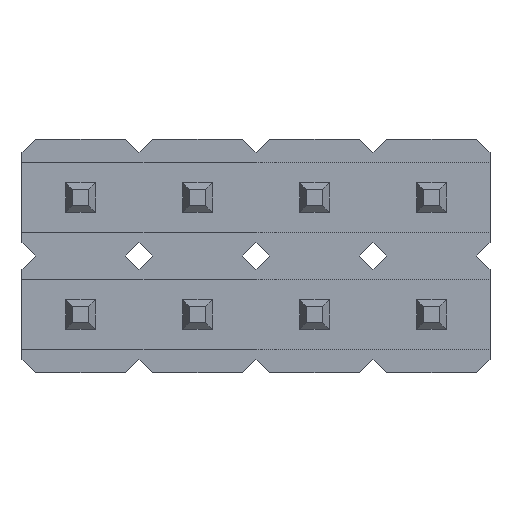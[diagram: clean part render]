
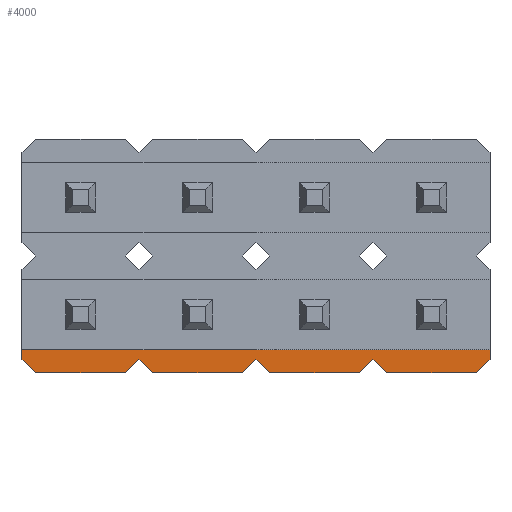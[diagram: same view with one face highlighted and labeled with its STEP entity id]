
A CAD part, front view. The second image highlights one B-rep face of the part: STEP entity #4000.
In plain terms, the highlighted planar face has unit normal (0, -1, 0).
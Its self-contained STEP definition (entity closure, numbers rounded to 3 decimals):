
#225 = CARTESIAN_POINT ( 'NONE',  ( 3.51, 0., -3.81 ) ) ;
#229 = LINE ( 'NONE', #242, #241 ) ;
#235 = CARTESIAN_POINT ( 'NONE',  ( 6.35, 0., -3.51 ) ) ;
#236 = LINE ( 'NONE', #235, #253 ) ;
#240 = DIRECTION ( 'NONE',  ( -1., 0., 0. ) ) ;
#241 = VECTOR ( 'NONE', #240, 1000. ) ;
#242 = CARTESIAN_POINT ( 'NONE',  ( 1.57, 0., -3.81 ) ) ;
#248 = CARTESIAN_POINT ( 'NONE',  ( 6.65, 0., -3.81 ) ) ;
#249 = LINE ( 'NONE', #248, #298 ) ;
#250 = CARTESIAN_POINT ( 'NONE',  ( 6.35, 0., -3.51 ) ) ;
#251 = CARTESIAN_POINT ( 'NONE',  ( 6.65, 0., -3.81 ) ) ;
#252 = DIRECTION ( 'NONE',  ( -0.707, 0., 0.707 ) ) ;
#253 = VECTOR ( 'NONE', #252, 1000. ) ;
#261 = DIRECTION ( 'NONE',  ( -0.707, 0., 0.707 ) ) ;
#262 = VECTOR ( 'NONE', #261, 1000. ) ;
#263 = CARTESIAN_POINT ( 'NONE',  ( 1.27, 0., -3.51 ) ) ;
#264 = LINE ( 'NONE', #263, #262 ) ;
#266 = CARTESIAN_POINT ( 'NONE',  ( 4.11, 0., -3.81 ) ) ;
#267 = LINE ( 'NONE', #266, #297 ) ;
#270 = CARTESIAN_POINT ( 'NONE',  ( 6.05, 0., -3.81 ) ) ;
#271 = LINE ( 'NONE', #270, #359 ) ;
#273 = VECTOR ( 'NONE', #362, 1000. ) ;
#296 = DIRECTION ( 'NONE',  ( -1., 0., 0. ) ) ;
#297 = VECTOR ( 'NONE', #296, 1000. ) ;
#298 = VECTOR ( 'NONE', #360, 1000. ) ;
#300 = CARTESIAN_POINT ( 'NONE',  ( 8.59, 0., -3.81 ) ) ;
#335 = VECTOR ( 'NONE', #365, 1000. ) ;
#349 = CARTESIAN_POINT ( 'NONE',  ( 6.05, 0., -3.81 ) ) ;
#356 = CARTESIAN_POINT ( 'NONE',  ( 8.89, 0., -3.51 ) ) ;
#358 = DIRECTION ( 'NONE',  ( -0.707, 0., -0.707 ) ) ;
#359 = VECTOR ( 'NONE', #358, 1000. ) ;
#360 = DIRECTION ( 'NONE',  ( -1., 0., 0. ) ) ;
#362 = DIRECTION ( 'NONE',  ( -0.707, 0., 0.707 ) ) ;
#363 = CARTESIAN_POINT ( 'NONE',  ( 3.81, 0., -3.51 ) ) ;
#364 = LINE ( 'NONE', #363, #273 ) ;
#365 = DIRECTION ( 'NONE',  ( -0.707, 0., -0.707 ) ) ;
#366 = CARTESIAN_POINT ( 'NONE',  ( 8.59, 0., -3.81 ) ) ;
#367 = LINE ( 'NONE', #366, #335 ) ;
#3822 = CARTESIAN_POINT ( 'NONE',  ( -1.27, 0., -3.51 ) ) ;
#3823 = DIRECTION ( 'NONE',  ( -0.707, 0., 0.707 ) ) ;
#3824 = VECTOR ( 'NONE', #3823, 1000. ) ;
#3825 = CARTESIAN_POINT ( 'NONE',  ( -1.27, 0., -3.51 ) ) ;
#3826 = LINE ( 'NONE', #3825, #3824 ) ;
#3929 = CARTESIAN_POINT ( 'NONE',  ( 0.97, 0., -3.81 ) ) ;
#3930 = CARTESIAN_POINT ( 'NONE',  ( 1.27, 0., -3.51 ) ) ;
#3931 = DIRECTION ( 'NONE',  ( -0.707, 0., -0.707 ) ) ;
#3932 = VECTOR ( 'NONE', #3931, 1000. ) ;
#3933 = CARTESIAN_POINT ( 'NONE',  ( 0.97, 0., -3.81 ) ) ;
#3934 = LINE ( 'NONE', #3933, #3932 ) ;
#3980 = ORIENTED_EDGE ( 'NONE', *, *, #3982, .F. ) ;
#3981 = VERTEX_POINT ( 'NONE', #5688 ) ;
#3982 = EDGE_CURVE ( 'NONE', #3983, #4283, #5736, .T. ) ;
#3983 = VERTEX_POINT ( 'NONE', #5732 ) ;
#3985 = ORIENTED_EDGE ( 'NONE', *, *, #4287, .F. ) ;
#3986 = EDGE_CURVE ( 'NONE', #3995, #4306, #5730, .T. ) ;
#3987 = ORIENTED_EDGE ( 'NONE', *, *, #4311, .F. ) ;
#3988 = VERTEX_POINT ( 'NONE', #5795 ) ;
#3991 = ORIENTED_EDGE ( 'NONE', *, *, #4019, .F. ) ;
#3992 = ORIENTED_EDGE ( 'NONE', *, *, #4123, .F. ) ;
#3993 = ORIENTED_EDGE ( 'NONE', *, *, #4007, .F. ) ;
#3994 = EDGE_CURVE ( 'NONE', #4020, #3995, #5726, .T. ) ;
#3995 = VERTEX_POINT ( 'NONE', #5807 ) ;
#3996 = ORIENTED_EDGE ( 'NONE', *, *, #3994, .F. ) ;
#4000 = ADVANCED_FACE ( 'NONE', ( #5797 ), #5818, .T. ) ;
#4001 = EDGE_LOOP ( 'NONE', ( #3996, #3991, #3992, #3993, #4298, #4294, #4289, #3980, #3987, #4296, #4290, #3985, #4292, #4304, #4300 ) ) ;
#4007 = EDGE_CURVE ( 'NONE', #4134, #4056, #5814, .T. ) ;
#4019 = EDGE_CURVE ( 'NONE', #4124, #4020, #5872, .T. ) ;
#4020 = VERTEX_POINT ( 'NONE', #5849 ) ;
#4056 = VERTEX_POINT ( 'NONE', #5973 ) ;
#4123 = EDGE_CURVE ( 'NONE', #4056, #4124, #3826, .T. ) ;
#4124 = VERTEX_POINT ( 'NONE', #3822 ) ;
#4132 = EDGE_CURVE ( 'NONE', #4133, #4134, #3934, .T. ) ;
#4133 = VERTEX_POINT ( 'NONE', #3930 ) ;
#4134 = VERTEX_POINT ( 'NONE', #3929 ) ;
#4283 = VERTEX_POINT ( 'NONE', #225 ) ;
#4286 = EDGE_CURVE ( 'NONE', #4283, #3981, #229, .T. ) ;
#4287 = EDGE_CURVE ( 'NONE', #4288, #4291, #236, .T. ) ;
#4288 = VERTEX_POINT ( 'NONE', #251 ) ;
#4289 = ORIENTED_EDGE ( 'NONE', *, *, #4286, .F. ) ;
#4290 = ORIENTED_EDGE ( 'NONE', *, *, #4295, .F. ) ;
#4291 = VERTEX_POINT ( 'NONE', #250 ) ;
#4292 = ORIENTED_EDGE ( 'NONE', *, *, #4293, .F. ) ;
#4293 = EDGE_CURVE ( 'NONE', #4303, #4288, #249, .T. ) ;
#4294 = ORIENTED_EDGE ( 'NONE', *, *, #4312, .F. ) ;
#4295 = EDGE_CURVE ( 'NONE', #4291, #4297, #271, .T. ) ;
#4296 = ORIENTED_EDGE ( 'NONE', *, *, #4313, .F. ) ;
#4297 = VERTEX_POINT ( 'NONE', #349 ) ;
#4298 = ORIENTED_EDGE ( 'NONE', *, *, #4132, .F. ) ;
#4300 = ORIENTED_EDGE ( 'NONE', *, *, #3986, .F. ) ;
#4303 = VERTEX_POINT ( 'NONE', #300 ) ;
#4304 = ORIENTED_EDGE ( 'NONE', *, *, #4305, .F. ) ;
#4305 = EDGE_CURVE ( 'NONE', #4306, #4303, #367, .T. ) ;
#4306 = VERTEX_POINT ( 'NONE', #356 ) ;
#4311 = EDGE_CURVE ( 'NONE', #3988, #3983, #364, .T. ) ;
#4312 = EDGE_CURVE ( 'NONE', #3981, #4133, #264, .T. ) ;
#4313 = EDGE_CURVE ( 'NONE', #4297, #3988, #267, .T. ) ;
#5688 = CARTESIAN_POINT ( 'NONE',  ( 1.57, 0., -3.81 ) ) ;
#5726 = LINE ( 'NONE', #5731, #5790 ) ;
#5727 = DIRECTION ( 'NONE',  ( 0., 0., -1. ) ) ;
#5728 = VECTOR ( 'NONE', #5727, 1000. ) ;
#5729 = CARTESIAN_POINT ( 'NONE',  ( 8.89, 0., -3.51 ) ) ;
#5730 = LINE ( 'NONE', #5729, #5728 ) ;
#5731 = CARTESIAN_POINT ( 'NONE',  ( -1.27, 0., -3.31 ) ) ;
#5732 = CARTESIAN_POINT ( 'NONE',  ( 3.81, 0., -3.51 ) ) ;
#5733 = DIRECTION ( 'NONE',  ( -0.707, 0., -0.707 ) ) ;
#5734 = VECTOR ( 'NONE', #5733, 1000. ) ;
#5735 = CARTESIAN_POINT ( 'NONE',  ( 3.51, 0., -3.81 ) ) ;
#5736 = LINE ( 'NONE', #5735, #5734 ) ;
#5789 = DIRECTION ( 'NONE',  ( 1., 0., 0. ) ) ;
#5790 = VECTOR ( 'NONE', #5789, 1000. ) ;
#5795 = CARTESIAN_POINT ( 'NONE',  ( 4.11, 0., -3.81 ) ) ;
#5797 = FACE_OUTER_BOUND ( 'NONE', #4001, .T. ) ;
#5807 = CARTESIAN_POINT ( 'NONE',  ( 8.89, 0., -3.31 ) ) ;
#5813 = CARTESIAN_POINT ( 'NONE',  ( -0.97, 0., -3.81 ) ) ;
#5814 = LINE ( 'NONE', #5813, #5833 ) ;
#5818 = PLANE ( 'NONE',  #5836 ) ;
#5820 = DIRECTION ( 'NONE',  ( 0., 0., -1. ) ) ;
#5832 = DIRECTION ( 'NONE',  ( -1., 0., 0. ) ) ;
#5833 = VECTOR ( 'NONE', #5832, 1000. ) ;
#5834 = DIRECTION ( 'NONE',  ( 0., -1., 0. ) ) ;
#5835 = CARTESIAN_POINT ( 'NONE',  ( -1.27, 0., 1.27 ) ) ;
#5836 = AXIS2_PLACEMENT_3D ( 'NONE', #5835, #5834, #5820 ) ;
#5849 = CARTESIAN_POINT ( 'NONE',  ( -1.27, 0., -3.31 ) ) ;
#5850 = DIRECTION ( 'NONE',  ( 0., 0., 1. ) ) ;
#5851 = VECTOR ( 'NONE', #5850, 1000. ) ;
#5871 = CARTESIAN_POINT ( 'NONE',  ( -1.27, 0., -3.51 ) ) ;
#5872 = LINE ( 'NONE', #5871, #5851 ) ;
#5973 = CARTESIAN_POINT ( 'NONE',  ( -0.97, 0., -3.81 ) ) ;
